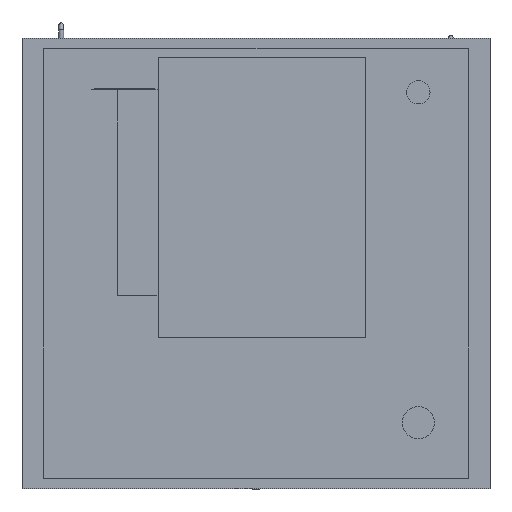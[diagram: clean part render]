
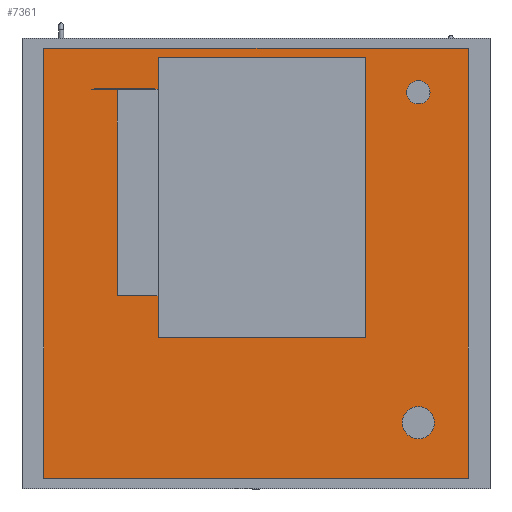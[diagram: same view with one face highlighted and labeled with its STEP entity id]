
A CAD part, front view. The second image highlights one B-rep face of the part: STEP entity #7361.
In plain terms, the highlighted planar face has unit normal (0, -1, 0).
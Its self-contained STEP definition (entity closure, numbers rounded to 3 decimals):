
#116=FACE_BOUND('',#978,.T.);
#117=FACE_BOUND('',#979,.T.);
#137=PLANE('',#7891);
#521=FACE_OUTER_BOUND('',#977,.T.);
#977=EDGE_LOOP('',(#5214,#5215,#5216,#5217));
#978=EDGE_LOOP('',(#5218));
#979=EDGE_LOOP('',(#5219));
#1441=LINE('',#10642,#2350);
#1445=LINE('',#10650,#2354);
#1448=LINE('',#10656,#2357);
#1451=LINE('',#10661,#2360);
#2350=VECTOR('',#8522,10.);
#2354=VECTOR('',#8528,10.);
#2357=VECTOR('',#8533,10.);
#2360=VECTOR('',#8538,10.);
#3246=CIRCLE('',#7875,20.);
#3248=CIRCLE('',#7879,27.5);
#3396=VERTEX_POINT('',#10603);
#3398=VERTEX_POINT('',#10610);
#3407=VERTEX_POINT('',#10640);
#3408=VERTEX_POINT('',#10641);
#3411=VERTEX_POINT('',#10649);
#3413=VERTEX_POINT('',#10655);
#4103=EDGE_CURVE('',#3396,#3396,#3246,.T.);
#4106=EDGE_CURVE('',#3398,#3398,#3248,.T.);
#4119=EDGE_CURVE('',#3407,#3408,#1441,.T.);
#4123=EDGE_CURVE('',#3411,#3407,#1445,.T.);
#4126=EDGE_CURVE('',#3413,#3411,#1448,.T.);
#4129=EDGE_CURVE('',#3408,#3413,#1451,.T.);
#5214=ORIENTED_EDGE('',*,*,#4129,.F.);
#5215=ORIENTED_EDGE('',*,*,#4119,.F.);
#5216=ORIENTED_EDGE('',*,*,#4123,.F.);
#5217=ORIENTED_EDGE('',*,*,#4126,.F.);
#5218=ORIENTED_EDGE('',*,*,#4103,.T.);
#5219=ORIENTED_EDGE('',*,*,#4106,.T.);
#7361=ADVANCED_FACE('',(#521,#116,#117),#137,.F.);
#7875=AXIS2_PLACEMENT_3D('',#10605,#8485,#8486);
#7879=AXIS2_PLACEMENT_3D('',#10612,#8494,#8495);
#7891=AXIS2_PLACEMENT_3D('',#10664,#8542,#8543);
#8485=DIRECTION('center_axis',(0.,1.,0.));
#8486=DIRECTION('ref_axis',(1.,0.,0.));
#8494=DIRECTION('center_axis',(0.,1.,0.));
#8495=DIRECTION('ref_axis',(1.,0.,0.));
#8522=DIRECTION('',(0.,0.,1.));
#8528=DIRECTION('',(-1.,0.,0.));
#8533=DIRECTION('',(0.,0.,-1.));
#8538=DIRECTION('',(1.,0.,0.));
#8542=DIRECTION('center_axis',(0.,1.,0.));
#8543=DIRECTION('ref_axis',(0.,0.,1.));
#10603=CARTESIAN_POINT('',(257.5,0.,292.5));
#10605=CARTESIAN_POINT('Origin',(277.5,0.,292.5));
#10610=CARTESIAN_POINT('',(250.,0.,-272.5));
#10612=CARTESIAN_POINT('Origin',(277.5,0.,-272.5));
#10640=CARTESIAN_POINT('',(-362.5,0.,-367.5));
#10641=CARTESIAN_POINT('',(-362.5,0.,367.5));
#10642=CARTESIAN_POINT('',(-362.5,0.,-367.5));
#10649=CARTESIAN_POINT('',(362.5,0.,-367.5));
#10650=CARTESIAN_POINT('',(362.5,0.,-367.5));
#10655=CARTESIAN_POINT('',(362.5,0.,367.5));
#10656=CARTESIAN_POINT('',(362.5,0.,367.5));
#10661=CARTESIAN_POINT('',(-362.5,0.,367.5));
#10664=CARTESIAN_POINT('Origin',(0.,0.,0.));
